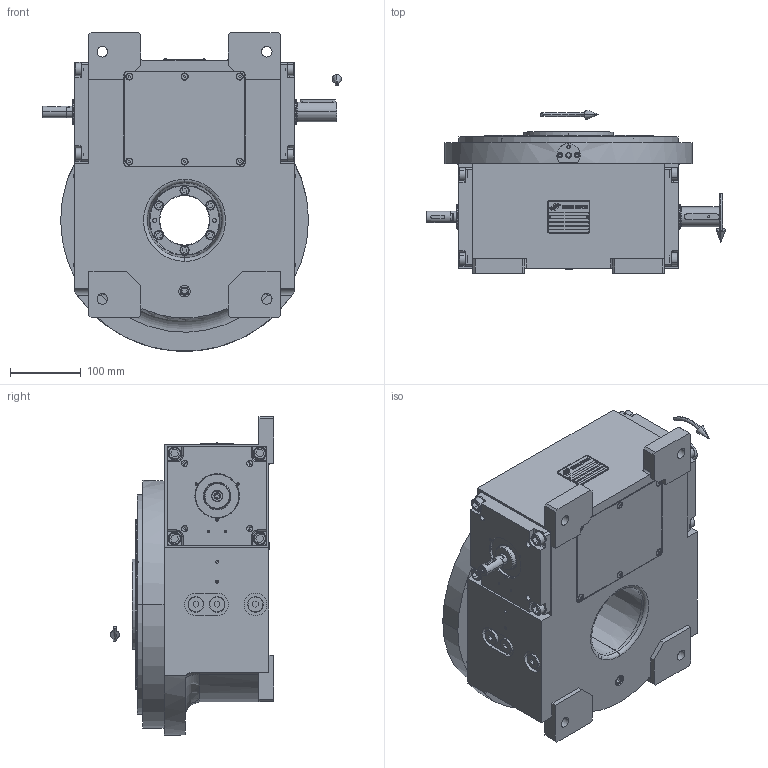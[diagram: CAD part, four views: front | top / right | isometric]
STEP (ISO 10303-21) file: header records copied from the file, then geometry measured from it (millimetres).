
FILE_DESCRIPTION (( 'STEP AP203' ), '1' );
FILE_NAME ('PC5200568.step', '2024-08-29T14:45:59', ( '' ), ( '' ), 'SwSTEP 2.0', 'SolidWorks 2020', '' );
FILE_SCHEMA (( 'CONFIG_CONTROL_DESIGN' ));
Length unit declared in the file: millimetre
Products named in the file (84): CFN2010_01_020.stp; cfn2000_01_099; cfn2128_04_002; cfn2070_05_009; CFN2104_02_018.stp; freccia_angolare_albero; AS_900_38_30_003; cfn2107_01_001; cfn2151_01_170; cfn2000_01_126; PC5200568; cfn2276_01_056; cfn2000_01_081; cfn2115_02_057; CFN2010_02_002.stp; rig09_004; CFN2203_02_002.stp; cfn2155_01_095; AS_rig09_071_12_m_n_03; 900_38_30_003; AS_cfn2476_01_002_60x46; CFN2155_01_195.stp; RIG09_021_AF0.stp; rig09_071_12_m_n_03.stp; AS_rig09_016; cfn2003_01_054; AS_rig09_004; CFN2356_03_053.stp; freccia_angolare; rig09_001_a; AS_rig09_017; cfn2476_01_002_60x46; cfn2128_19_002; cfn2155_01_196; olio_agip_blasia_150; cfn2151_01_167; CFN2000_01_185.stp; rig09_017; cfn2077_01_036; AS_rig09_002_bc ...
Assembly tree (71 placements, depth 5):
  CFN2010_01_020.stp
  cfn2151_01_170
  PC5200568
    rig09_001_a
    AS_cfn2476_01_002_60x46
      cfn2476_01_002_60x46
      cfn2107_01_001
      cfn2107_01_001
    AS_rig09_071_12_m_n_03
      rig09_071_12_m_n_03.stp
        RIG09_005_S_001_ASM.stp
          RIG09_021_AF0.stp
          CFN2000_01_185.stp
          CFN2000_01_185.stp
          CFN2104_02_018.stp
        CFN2155_01_195.stp
        CFN2010_02_002.stp
      rig09_003_12
      rig09_005_s_001
      cfn2000_01_099
      cfn2000_01_099
      cfn2000_01_099
      cfn2000_01_099
      cfn2000_01_099
      cfn2000_01_099
      cfn2000_01_099
      cfn2000_01_099
      cfn2104_01_018  x2
    AS_rig09_017
      rig09_017
      cfn2000_01_126
      cfn2000_01_126
      cfn2000_01_126
      cfn2000_01_126
      cfn2000_01_126
      cfn2000_01_126
      cfn2155_01_196
    AS_rig09_004
      rig09_004
      cfn2000_01_081
      cfn2155_01_095
      cfn2070_05_009
      cfn2000_01_081
      cfn2000_01_081
      cfn2000_01_081
    AS_rig09_004
      rig09_004
      cfn2000_01_081
      cfn2155_01_095
      cfn2070_05_009
      cfn2000_01_081
      cfn2000_01_081
      cfn2000_01_081
    AS_rig09_002_bc
      rig09_002_bc
      cfn2115_01_005
    cfn2128_04_002  x3
    cfn2128_19_002
    AS_rig09_016
      rig09_016
Bounding box: 422 x 231 x 450 mm (x, y, z)
Volume: 5363635.2 mm3; surface area: 1280371.8 mm2
Topology: 62 solids, 62 shells, 2009 faces, 4954 edges, 3179 vertices
Faces by surface type: plane 1029, cylinder 643, cone 302, torus 29, sphere 4, bspline 2
Entity records: 69951 total; most frequent: CARTESIAN_POINT 13884, DIRECTION 10037, ORIENTED_EDGE 9588, EDGE_CURVE 4794, AXIS2_PLACEMENT_3D 3458, VECTOR 3121, LINE 3121, VERTEX_POINT 3118
